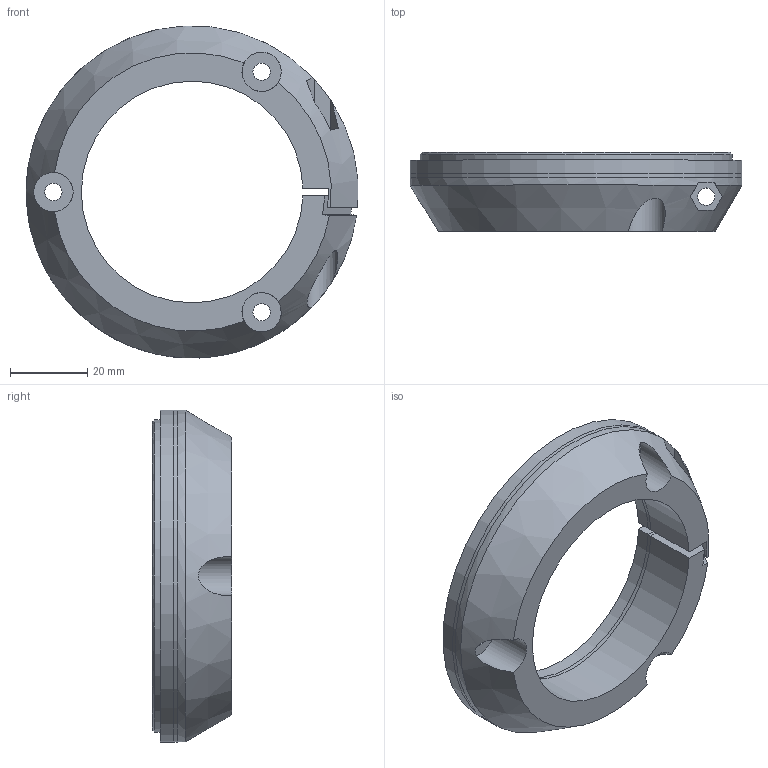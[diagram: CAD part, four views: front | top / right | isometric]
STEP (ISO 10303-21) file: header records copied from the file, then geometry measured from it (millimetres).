
FILE_DESCRIPTION(/* description */ (''),/* implementation_level */ '2;1');
FILE_NAME(/* name */ 'top.stp',/* time_stamp */ '2024-10-19T08:56:09+02:00',/* author */ ('Sebastien'),/* organization */ (''),/* preprocessor_version */ 'ST-DEVELOPER v20',/* originating_system */ 'Autodesk Inventor 2024',/* authorisation */ '');
FILE_SCHEMA (('AUTOMOTIVE_DESIGN { 1 0 10303 214 3 1 1 }'));
Length unit declared in the file: millimetre
Products named in the file (1): top
Bounding box: 86.09 x 20.5 x 86.13 mm (x, y, z)
Volume: 45306.9 mm3; surface area: 28809.1 mm2
Topology: 3 solids, 3 shells, 76 faces, 224 edges, 167 vertices
Faces by surface type: plane 36, cylinder 26, bspline 8, cone 6
Full cylindrical faces by diameter (mm): 4.5 x5, 8 x7, 10.2 x3
Entity records: 2737 total; most frequent: CARTESIAN_POINT 651, ORIENTED_EDGE 422, DIRECTION 419, EDGE_CURVE 211, AXIS2_PLACEMENT_3D 160, VERTEX_POINT 138, LINE 99, VECTOR 99
